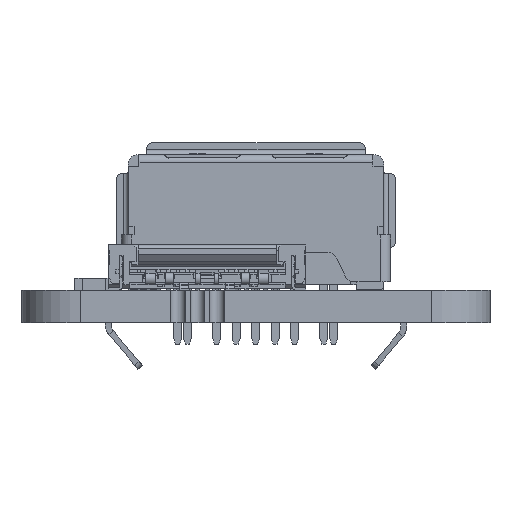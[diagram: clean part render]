
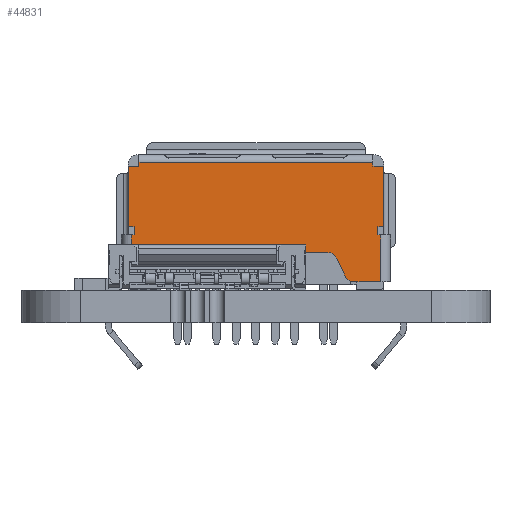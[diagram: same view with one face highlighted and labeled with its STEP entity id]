
A CAD part, front view. The second image highlights one B-rep face of the part: STEP entity #44831.
In plain terms, the highlighted planar face has unit normal (0, -1, 0).
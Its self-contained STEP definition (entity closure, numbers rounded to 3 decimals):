
#43764 = VERTEX_POINT('',#43765);
#43765 = CARTESIAN_POINT('',(-6.55,-0.35,2.26));
#43771 = EDGE_CURVE('',#43772,#43764,#43774,.T.);
#43772 = VERTEX_POINT('',#43773);
#43773 = CARTESIAN_POINT('',(-6.55,-0.35,-0.84));
#43774 = LINE('',#43775,#43776);
#43775 = CARTESIAN_POINT('',(-6.55,-0.35,-0.84));
#43776 = VECTOR('',#43777,1.);
#43777 = DIRECTION('',(0.,0.,1.));
#44040 = VERTEX_POINT('',#44041);
#44041 = CARTESIAN_POINT('',(-4.896,-0.35,-3.66));
#44089 = VERTEX_POINT('',#44090);
#44090 = CARTESIAN_POINT('',(-6.4,-0.35,-3.66));
#44097 = EDGE_CURVE('',#44040,#44089,#44098,.T.);
#44098 = LINE('',#44099,#44100);
#44099 = CARTESIAN_POINT('',(-4.896,-0.35,-3.66));
#44100 = VECTOR('',#44101,1.);
#44101 = DIRECTION('',(-1.,0.,0.));
#44123 = VERTEX_POINT('',#44124);
#44124 = CARTESIAN_POINT('',(-4.426,-0.35,-3.331));
#44130 = EDGE_CURVE('',#44040,#44123,#44131,.T.);
#44131 = CIRCLE('',#44132,0.5);
#44132 = AXIS2_PLACEMENT_3D('',#44133,#44134,#44135);
#44133 = CARTESIAN_POINT('',(-4.896,-0.35,-3.16));
#44134 = DIRECTION('',(0.,-1.,0.));
#44135 = DIRECTION('',(0.,0.,-1.));
#44609 = VERTEX_POINT('',#44610);
#44610 = CARTESIAN_POINT('',(6.4,-0.35,-3.66));
#44657 = VERTEX_POINT('',#44658);
#44658 = CARTESIAN_POINT('',(5.018,-0.35,-3.66));
#44664 = EDGE_CURVE('',#44609,#44657,#44665,.T.);
#44665 = LINE('',#44666,#44667);
#44666 = CARTESIAN_POINT('',(6.4,-0.35,-3.66));
#44667 = VECTOR('',#44668,1.);
#44668 = DIRECTION('',(-1.,0.,0.));
#44678 = EDGE_CURVE('',#44679,#44609,#44681,.T.);
#44679 = VERTEX_POINT('',#44680);
#44680 = CARTESIAN_POINT('',(6.4,-0.35,-1.26));
#44681 = LINE('',#44682,#44683);
#44682 = CARTESIAN_POINT('',(6.4,-0.35,-1.26));
#44683 = VECTOR('',#44684,1.);
#44684 = DIRECTION('',(0.,0.,-1.));
#44713 = VERTEX_POINT('',#44714);
#44714 = CARTESIAN_POINT('',(6.25,-0.35,-1.26));
#44759 = EDGE_CURVE('',#44713,#44679,#44760,.T.);
#44760 = LINE('',#44761,#44762);
#44761 = CARTESIAN_POINT('',(6.25,-0.35,-1.26));
#44762 = VECTOR('',#44763,1.);
#44763 = DIRECTION('',(1.,0.,0.));
#44776 = VERTEX_POINT('',#44777);
#44777 = CARTESIAN_POINT('',(6.25,-0.35,-0.84));
#44790 = EDGE_CURVE('',#44713,#44776,#44791,.T.);
#44791 = LINE('',#44792,#44793);
#44792 = CARTESIAN_POINT('',(6.25,-0.35,-1.26));
#44793 = VECTOR('',#44794,1.);
#44794 = DIRECTION('',(0.,0.,1.));
#44805 = EDGE_CURVE('',#44776,#44806,#44808,.T.);
#44806 = VERTEX_POINT('',#44807);
#44807 = CARTESIAN_POINT('',(6.55,-0.35,-0.84));
#44808 = LINE('',#44809,#44810);
#44809 = CARTESIAN_POINT('',(6.25,-0.35,-0.84));
#44810 = VECTOR('',#44811,1.);
#44811 = DIRECTION('',(1.,0.,0.));
#44831 = ADVANCED_FACE('',(#44832),#44967,.T.);
#44832 = FACE_BOUND('',#44833,.F.);
#44833 = EDGE_LOOP('',(#44834,#44835,#44836,#44837,#44838,#44847,#44855,
    #44864,#44872,#44881,#44887,#44888,#44889,#44897,#44905,#44913,
    #44919,#44920,#44928,#44936,#44944,#44952,#44960,#44966));
#44834 = ORIENTED_EDGE('',*,*,#44790,.F.);
#44835 = ORIENTED_EDGE('',*,*,#44759,.T.);
#44836 = ORIENTED_EDGE('',*,*,#44678,.T.);
#44837 = ORIENTED_EDGE('',*,*,#44664,.T.);
#44838 = ORIENTED_EDGE('',*,*,#44839,.F.);
#44839 = EDGE_CURVE('',#44840,#44657,#44842,.T.);
#44840 = VERTEX_POINT('',#44841);
#44841 = CARTESIAN_POINT('',(4.565,-0.35,-3.371));
#44842 = CIRCLE('',#44843,0.5);
#44843 = AXIS2_PLACEMENT_3D('',#44844,#44845,#44846);
#44844 = CARTESIAN_POINT('',(5.018,-0.35,-3.16));
#44845 = DIRECTION('',(0.,-1.,0.));
#44846 = DIRECTION('',(-0.906,0.,-0.423));
#44847 = ORIENTED_EDGE('',*,*,#44848,.F.);
#44848 = EDGE_CURVE('',#44849,#44840,#44851,.T.);
#44849 = VERTEX_POINT('',#44850);
#44850 = CARTESIAN_POINT('',(4.135,-0.35,-2.449));
#44851 = LINE('',#44852,#44853);
#44852 = CARTESIAN_POINT('',(4.135,-0.35,-2.449));
#44853 = VECTOR('',#44854,1.);
#44854 = DIRECTION('',(0.423,0.,-0.906));
#44855 = ORIENTED_EDGE('',*,*,#44856,.F.);
#44856 = EDGE_CURVE('',#44857,#44849,#44859,.T.);
#44857 = VERTEX_POINT('',#44858);
#44858 = CARTESIAN_POINT('',(3.681,-0.35,-2.16));
#44859 = CIRCLE('',#44860,0.5);
#44860 = AXIS2_PLACEMENT_3D('',#44861,#44862,#44863);
#44861 = CARTESIAN_POINT('',(3.681,-0.35,-2.66));
#44862 = DIRECTION('',(0.,1.,0.));
#44863 = DIRECTION('',(0.,0.,1.));
#44864 = ORIENTED_EDGE('',*,*,#44865,.T.);
#44865 = EDGE_CURVE('',#44857,#44866,#44868,.T.);
#44866 = VERTEX_POINT('',#44867);
#44867 = CARTESIAN_POINT('',(-3.65,-0.35,-2.16));
#44868 = LINE('',#44869,#44870);
#44869 = CARTESIAN_POINT('',(3.681,-0.35,-2.16));
#44870 = VECTOR('',#44871,1.);
#44871 = DIRECTION('',(-1.,0.,0.));
#44872 = ORIENTED_EDGE('',*,*,#44873,.F.);
#44873 = EDGE_CURVE('',#44874,#44866,#44876,.T.);
#44874 = VERTEX_POINT('',#44875);
#44875 = CARTESIAN_POINT('',(-4.12,-0.35,-2.489));
#44876 = CIRCLE('',#44877,0.5);
#44877 = AXIS2_PLACEMENT_3D('',#44878,#44879,#44880);
#44878 = CARTESIAN_POINT('',(-3.65,-0.35,-2.66));
#44879 = DIRECTION('',(0.,1.,0.));
#44880 = DIRECTION('',(-0.94,0.,0.342));
#44881 = ORIENTED_EDGE('',*,*,#44882,.F.);
#44882 = EDGE_CURVE('',#44123,#44874,#44883,.T.);
#44883 = LINE('',#44884,#44885);
#44884 = CARTESIAN_POINT('',(-4.426,-0.35,-3.331));
#44885 = VECTOR('',#44886,1.);
#44886 = DIRECTION('',(0.342,0.,0.94));
#44887 = ORIENTED_EDGE('',*,*,#44130,.F.);
#44888 = ORIENTED_EDGE('',*,*,#44097,.T.);
#44889 = ORIENTED_EDGE('',*,*,#44890,.T.);
#44890 = EDGE_CURVE('',#44089,#44891,#44893,.T.);
#44891 = VERTEX_POINT('',#44892);
#44892 = CARTESIAN_POINT('',(-6.4,-0.35,-1.26));
#44893 = LINE('',#44894,#44895);
#44894 = CARTESIAN_POINT('',(-6.4,-0.35,-3.66));
#44895 = VECTOR('',#44896,1.);
#44896 = DIRECTION('',(0.,0.,1.));
#44897 = ORIENTED_EDGE('',*,*,#44898,.T.);
#44898 = EDGE_CURVE('',#44891,#44899,#44901,.T.);
#44899 = VERTEX_POINT('',#44900);
#44900 = CARTESIAN_POINT('',(-6.25,-0.35,-1.26));
#44901 = LINE('',#44902,#44903);
#44902 = CARTESIAN_POINT('',(-6.4,-0.35,-1.26));
#44903 = VECTOR('',#44904,1.);
#44904 = DIRECTION('',(1.,0.,0.));
#44905 = ORIENTED_EDGE('',*,*,#44906,.F.);
#44906 = EDGE_CURVE('',#44907,#44899,#44909,.T.);
#44907 = VERTEX_POINT('',#44908);
#44908 = CARTESIAN_POINT('',(-6.25,-0.35,-0.84));
#44909 = LINE('',#44910,#44911);
#44910 = CARTESIAN_POINT('',(-6.25,-0.35,-0.84));
#44911 = VECTOR('',#44912,1.);
#44912 = DIRECTION('',(0.,0.,-1.));
#44913 = ORIENTED_EDGE('',*,*,#44914,.F.);
#44914 = EDGE_CURVE('',#43772,#44907,#44915,.T.);
#44915 = LINE('',#44916,#44917);
#44916 = CARTESIAN_POINT('',(-6.55,-0.35,-0.84));
#44917 = VECTOR('',#44918,1.);
#44918 = DIRECTION('',(1.,0.,0.));
#44919 = ORIENTED_EDGE('',*,*,#43771,.T.);
#44920 = ORIENTED_EDGE('',*,*,#44921,.T.);
#44921 = EDGE_CURVE('',#43764,#44922,#44924,.T.);
#44922 = VERTEX_POINT('',#44923);
#44923 = CARTESIAN_POINT('',(-6.,-0.35,2.26));
#44924 = LINE('',#44925,#44926);
#44925 = CARTESIAN_POINT('',(-6.55,-0.35,2.26));
#44926 = VECTOR('',#44927,1.);
#44927 = DIRECTION('',(1.,0.,0.));
#44928 = ORIENTED_EDGE('',*,*,#44929,.T.);
#44929 = EDGE_CURVE('',#44922,#44930,#44932,.T.);
#44930 = VERTEX_POINT('',#44931);
#44931 = CARTESIAN_POINT('',(-6.,-0.35,2.46));
#44932 = LINE('',#44933,#44934);
#44933 = CARTESIAN_POINT('',(-6.,-0.35,2.26));
#44934 = VECTOR('',#44935,1.);
#44935 = DIRECTION('',(0.,0.,1.));
#44936 = ORIENTED_EDGE('',*,*,#44937,.T.);
#44937 = EDGE_CURVE('',#44930,#44938,#44940,.T.);
#44938 = VERTEX_POINT('',#44939);
#44939 = CARTESIAN_POINT('',(6.,-0.35,2.46));
#44940 = LINE('',#44941,#44942);
#44941 = CARTESIAN_POINT('',(-6.,-0.35,2.46));
#44942 = VECTOR('',#44943,1.);
#44943 = DIRECTION('',(1.,0.,0.));
#44944 = ORIENTED_EDGE('',*,*,#44945,.F.);
#44945 = EDGE_CURVE('',#44946,#44938,#44948,.T.);
#44946 = VERTEX_POINT('',#44947);
#44947 = CARTESIAN_POINT('',(6.,-0.35,2.26));
#44948 = LINE('',#44949,#44950);
#44949 = CARTESIAN_POINT('',(6.,-0.35,2.26));
#44950 = VECTOR('',#44951,1.);
#44951 = DIRECTION('',(0.,0.,1.));
#44952 = ORIENTED_EDGE('',*,*,#44953,.T.);
#44953 = EDGE_CURVE('',#44946,#44954,#44956,.T.);
#44954 = VERTEX_POINT('',#44955);
#44955 = CARTESIAN_POINT('',(6.55,-0.35,2.26));
#44956 = LINE('',#44957,#44958);
#44957 = CARTESIAN_POINT('',(6.,-0.35,2.26));
#44958 = VECTOR('',#44959,1.);
#44959 = DIRECTION('',(1.,0.,0.));
#44960 = ORIENTED_EDGE('',*,*,#44961,.T.);
#44961 = EDGE_CURVE('',#44954,#44806,#44962,.T.);
#44962 = LINE('',#44963,#44964);
#44963 = CARTESIAN_POINT('',(6.55,-0.35,2.26));
#44964 = VECTOR('',#44965,1.);
#44965 = DIRECTION('',(0.,0.,-1.));
#44966 = ORIENTED_EDGE('',*,*,#44805,.F.);
#44967 = PLANE('',#44968);
#44968 = AXIS2_PLACEMENT_3D('',#44969,#44970,#44971);
#44969 = CARTESIAN_POINT('',(0.,-0.35,0.15));
#44970 = DIRECTION('',(0.,-1.,0.));
#44971 = DIRECTION('',(0.,0.,1.));
